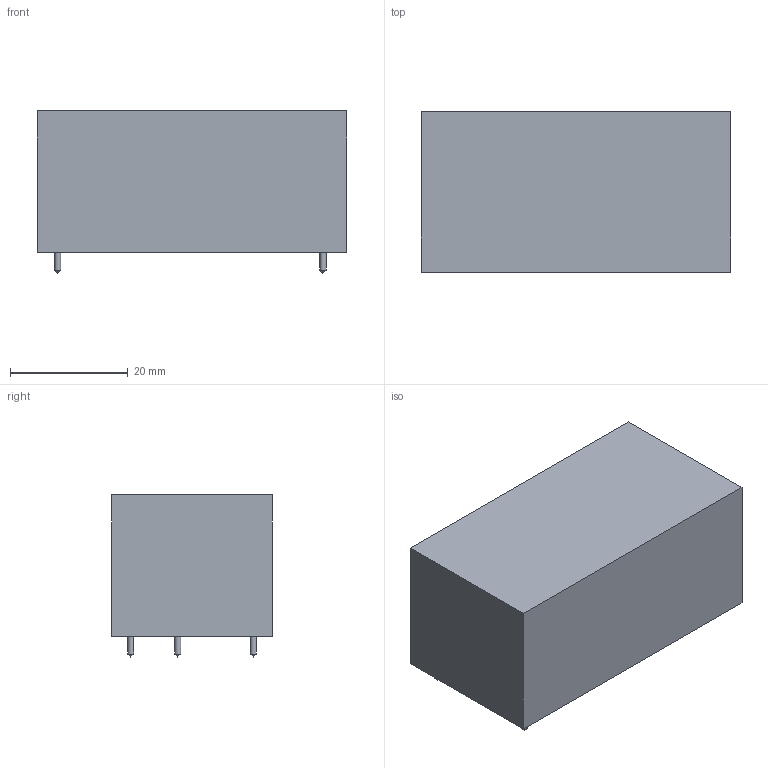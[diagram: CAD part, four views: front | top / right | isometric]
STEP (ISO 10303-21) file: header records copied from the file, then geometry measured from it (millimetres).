
FILE_DESCRIPTION(/* description */ (''),/* implementation_level */ '2;1');
FILE_NAME(/* name */ 'IRM-15 v4.step',/* time_stamp */ '2019-09-03T08:54:43-04:00',/* author */ (''),/* organization */ (''),/* preprocessor_version */ 'ST-DEVELOPER v18',/* originating_system */ 'Autodesk Translation Framework v8.6.0.1094',/* authorisation */ '');
FILE_SCHEMA (('AUTOMOTIVE_DESIGN { 1 0 10303 214 3 1 1 }'));
Length unit declared in the file: millimetre
Products named in the file (1): IRM-15
Bounding box: 52.4 x 27.2 x 27.5 mm (x, y, z)
Volume: 34217.4 mm3; surface area: 6711.7 mm2
Topology: 1 solids, 1 shells, 14 faces, 32 edges, 20 vertices
Faces by surface type: plane 6, cone 4, cylinder 4
Full cylindrical faces by diameter (mm): 1.04 x4
Entity records: 427 total; most frequent: DIRECTION 66, CARTESIAN_POINT 63, ORIENTED_EDGE 56, EDGE_CURVE 28, AXIS2_PLACEMENT_3D 23, LINE 20, VECTOR 20, VERTEX_POINT 20
